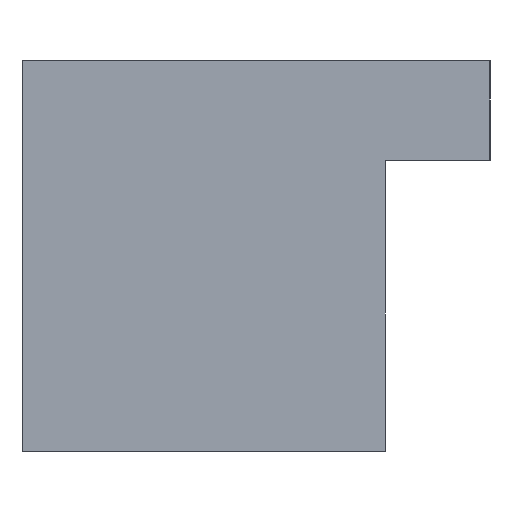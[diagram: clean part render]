
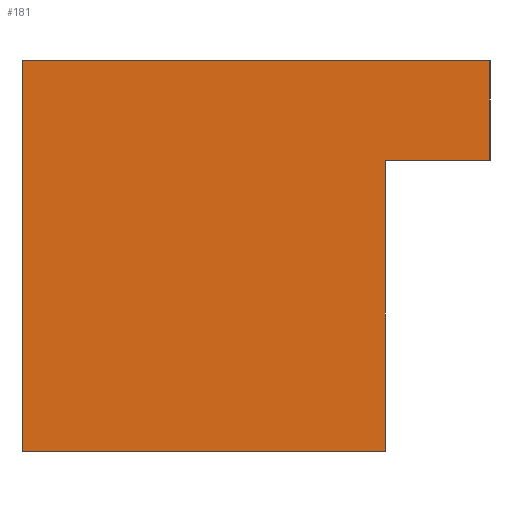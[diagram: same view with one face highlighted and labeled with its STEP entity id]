
A CAD part, left-side view. The second image highlights one B-rep face of the part: STEP entity #181.
In plain terms, the highlighted planar face has unit normal (-1, 0, 0).
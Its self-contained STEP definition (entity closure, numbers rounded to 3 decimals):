
#24 = VERTEX_POINT('',#25);
#25 = CARTESIAN_POINT('',(-80.,40.,0.));
#31 = EDGE_CURVE('',#24,#32,#34,.T.);
#32 = VERTEX_POINT('',#33);
#33 = CARTESIAN_POINT('',(-80.,40.,43.));
#34 = LINE('',#35,#36);
#35 = CARTESIAN_POINT('',(-80.,40.,15.));
#36 = VECTOR('',#37,1.);
#37 = DIRECTION('',(0.,0.,1.));
#120 = VERTEX_POINT('',#121);
#121 = CARTESIAN_POINT('',(-80.,0.,0.));
#127 = EDGE_CURVE('',#120,#24,#128,.T.);
#128 = LINE('',#129,#130);
#129 = CARTESIAN_POINT('',(-80.,-11.5,0.));
#130 = VECTOR('',#131,1.);
#131 = DIRECTION('',(0.,1.,0.));
#181 = ADVANCED_FACE('',(#182),#216,.T.);
#182 = FACE_BOUND('',#183,.T.);
#183 = EDGE_LOOP('',(#184,#185,#193,#201,#209,#215));
#184 = ORIENTED_EDGE('',*,*,#127,.F.);
#185 = ORIENTED_EDGE('',*,*,#186,.T.);
#186 = EDGE_CURVE('',#120,#187,#189,.T.);
#187 = VERTEX_POINT('',#188);
#188 = CARTESIAN_POINT('',(-80.,0.,32.));
#189 = LINE('',#190,#191);
#190 = CARTESIAN_POINT('',(-80.,0.,0.));
#191 = VECTOR('',#192,1.);
#192 = DIRECTION('',(0.,0.,1.));
#193 = ORIENTED_EDGE('',*,*,#194,.F.);
#194 = EDGE_CURVE('',#195,#187,#197,.T.);
#195 = VERTEX_POINT('',#196);
#196 = CARTESIAN_POINT('',(-80.,-11.5,32.));
#197 = LINE('',#198,#199);
#198 = CARTESIAN_POINT('',(-80.,-11.5,32.));
#199 = VECTOR('',#200,1.);
#200 = DIRECTION('',(0.,1.,0.));
#201 = ORIENTED_EDGE('',*,*,#202,.T.);
#202 = EDGE_CURVE('',#195,#203,#205,.T.);
#203 = VERTEX_POINT('',#204);
#204 = CARTESIAN_POINT('',(-80.,-11.5,43.));
#205 = LINE('',#206,#207);
#206 = CARTESIAN_POINT('',(-80.,-11.5,0.));
#207 = VECTOR('',#208,1.);
#208 = DIRECTION('',(0.,0.,1.));
#209 = ORIENTED_EDGE('',*,*,#210,.T.);
#210 = EDGE_CURVE('',#203,#32,#211,.T.);
#211 = LINE('',#212,#213);
#212 = CARTESIAN_POINT('',(-80.,4.964,43.));
#213 = VECTOR('',#214,1.);
#214 = DIRECTION('',(0.,1.,0.));
#215 = ORIENTED_EDGE('',*,*,#31,.F.);
#216 = PLANE('',#217);
#217 = AXIS2_PLACEMENT_3D('',#218,#219,#220);
#218 = CARTESIAN_POINT('',(-80.,14.25,21.5));
#219 = DIRECTION('',(-1.,-0.,-0.));
#220 = DIRECTION('',(0.,0.,-1.));
